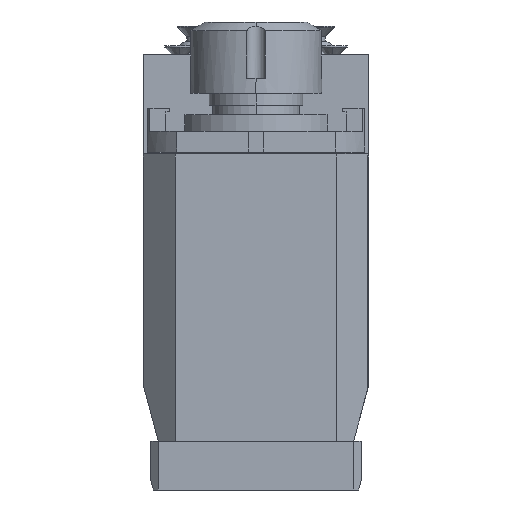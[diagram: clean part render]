
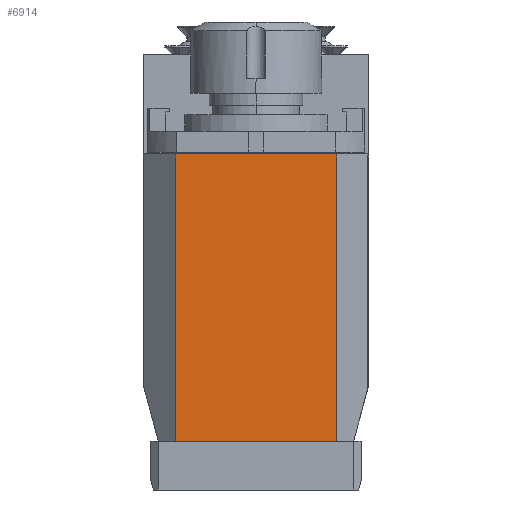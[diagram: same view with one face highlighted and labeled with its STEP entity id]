
A CAD part, left-side view. The second image highlights one B-rep face of the part: STEP entity #6914.
In plain terms, the highlighted planar face has unit normal (-1, 0, 0).
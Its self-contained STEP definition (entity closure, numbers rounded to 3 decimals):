
#1275=DIRECTION('',(0.,0.,1.));
#1276=VECTOR('',#1275,76.5);
#1277=CARTESIAN_POINT('',(-112.5,21.5,-70.5));
#1278=LINE('',#1277,#1276);
#1279=DIRECTION('',(0.,1.,0.));
#1280=VECTOR('',#1279,43.);
#1281=CARTESIAN_POINT('',(-112.5,-21.5,6.));
#1282=LINE('',#1281,#1280);
#1283=DIRECTION('',(0.,0.,1.));
#1284=VECTOR('',#1283,76.5);
#1285=CARTESIAN_POINT('',(-112.5,-21.5,-70.5));
#1286=LINE('',#1285,#1284);
#1287=DIRECTION('',(0.,-1.,0.));
#1288=VECTOR('',#1287,43.);
#1289=CARTESIAN_POINT('',(-112.5,21.5,-70.5));
#1290=LINE('',#1289,#1288);
#4605=CARTESIAN_POINT('',(-112.5,-21.5,-70.5));
#4606=CARTESIAN_POINT('',(-112.5,-21.5,6.));
#4607=VERTEX_POINT('',#4605);
#4608=VERTEX_POINT('',#4606);
#4609=CARTESIAN_POINT('',(-112.5,21.5,-70.5));
#4610=CARTESIAN_POINT('',(-112.5,21.5,6.));
#4611=VERTEX_POINT('',#4609);
#4612=VERTEX_POINT('',#4610);
#6903=CARTESIAN_POINT('',(-112.5,0.,0.));
#6904=DIRECTION('',(-1.,0.,0.));
#6905=DIRECTION('',(0.,0.,1.));
#6906=AXIS2_PLACEMENT_3D('',#6903,#6904,#6905);
#6907=PLANE('',#6906);
#6908=ORIENTED_EDGE('',*,*,#6699,.T.);
#6909=ORIENTED_EDGE('',*,*,#6717,.F.);
#6910=ORIENTED_EDGE('',*,*,#6766,.F.);
#6911=ORIENTED_EDGE('',*,*,#6782,.F.);
#6912=EDGE_LOOP('',(#6908,#6909,#6910,#6911));
#6913=FACE_OUTER_BOUND('',#6912,.F.);
#6914=ADVANCED_FACE('',(#6913),#6907,.T.);
#6699=EDGE_CURVE('',#4611,#4612,#1278,.T.);
#6717=EDGE_CURVE('',#4608,#4612,#1282,.T.);
#6766=EDGE_CURVE('',#4607,#4608,#1286,.T.);
#6782=EDGE_CURVE('',#4611,#4607,#1290,.T.);
